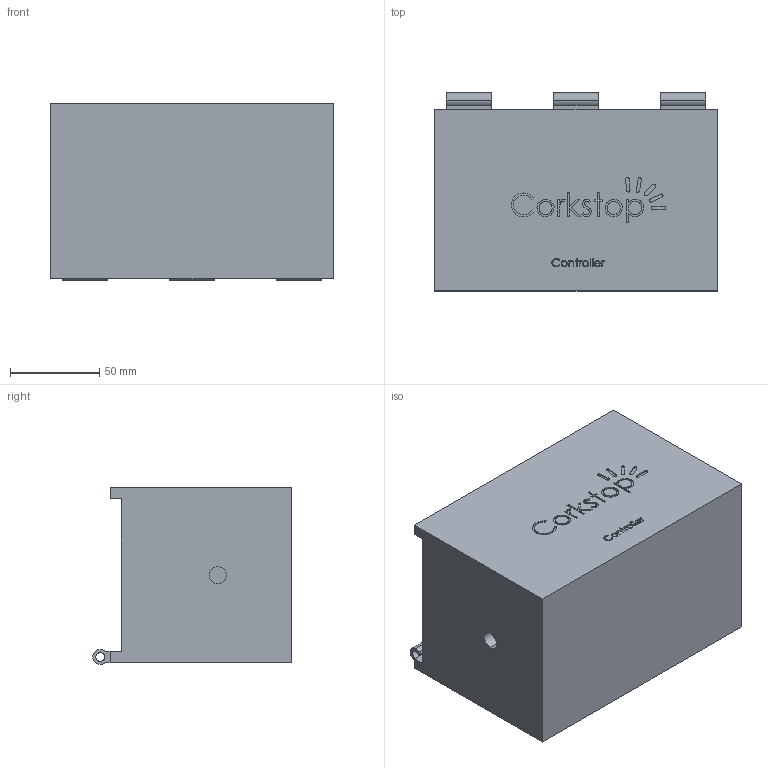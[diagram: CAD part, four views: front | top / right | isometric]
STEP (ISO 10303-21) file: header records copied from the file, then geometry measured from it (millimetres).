
FILE_DESCRIPTION (( 'STEP AP203' ), '1' );
FILE_NAME ('ControlCase.STEP', '2024-11-26T21:25:45', ( '' ), ( '' ), 'SwSTEP 2.0', 'SolidWorks 2024', '' );
FILE_SCHEMA (( 'CONFIG_CONTROL_DESIGN' ));
Length unit declared in the file: inch
Products named in the file (1): ControlCase
Bounding box: 158.2 x 111.33 x 99.22 mm (x, y, z)
Volume: 380489.4 mm3; surface area: 128035.5 mm2
Topology: 1 solids, 1 shells, 310 faces, 847 edges, 565 vertices
Faces by surface type: plane 162, bspline 114, cylinder 34
Entity records: 15051 total; most frequent: CARTESIAN_POINT 7792, ORIENTED_EDGE 1694, DIRECTION 1080, EDGE_CURVE 847, VERTEX_POINT 565, VECTOR 550, LINE 550, EDGE_LOOP 354
